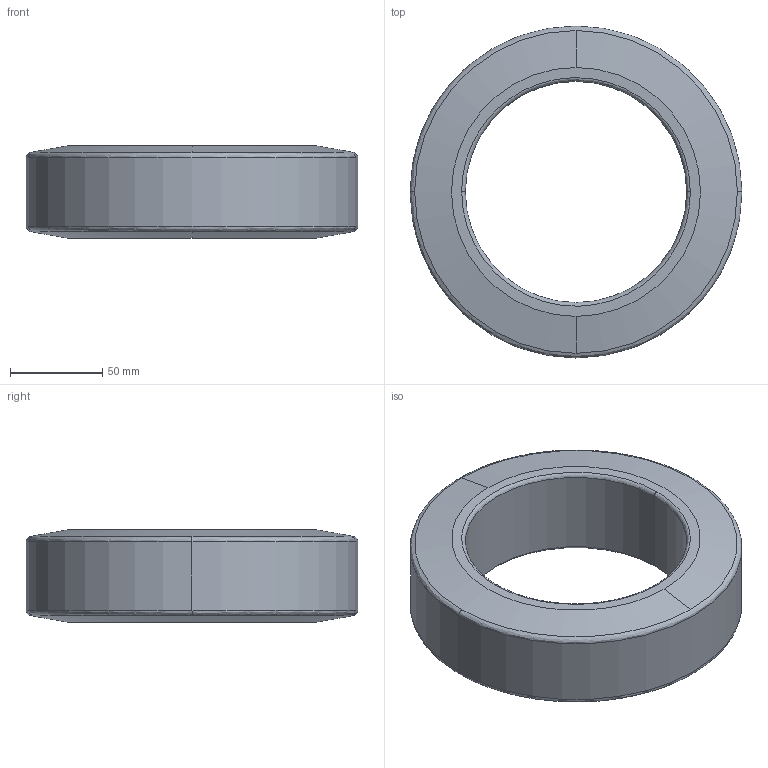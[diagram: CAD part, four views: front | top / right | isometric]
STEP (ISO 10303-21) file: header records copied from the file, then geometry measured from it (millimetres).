
FILE_DESCRIPTION (( 'STEP AP214' ), '1' );
FILE_NAME ('0017471.step', '2022-09-26T07:43:31', ( '' ), ( '' ), 'SwSTEP 2.0', 'SolidWorks 2020', '' );
FILE_SCHEMA (( 'AUTOMOTIVE_DESIGN' ));
Length unit declared in the file: inch
Products named in the file (1): 0017471
Bounding box: 180 x 180 x 50 mm (x, y, z)
Volume: 658054.9 mm3; surface area: 69530.5 mm2
Topology: 1 solids, 1 shells, 18 faces, 40 edges, 24 vertices
Faces by surface type: bspline 6, cone 6, cylinder 4, plane 2
Entity records: 852 total; most frequent: CARTESIAN_POINT 179, DIRECTION 92, ORIENTED_EDGE 80, AXIS2_PLACEMENT_3D 41, EDGE_CURVE 40, CIRCLE 28, VERTEX_POINT 24, DIMENSIONAL_EXPONENTS 21
